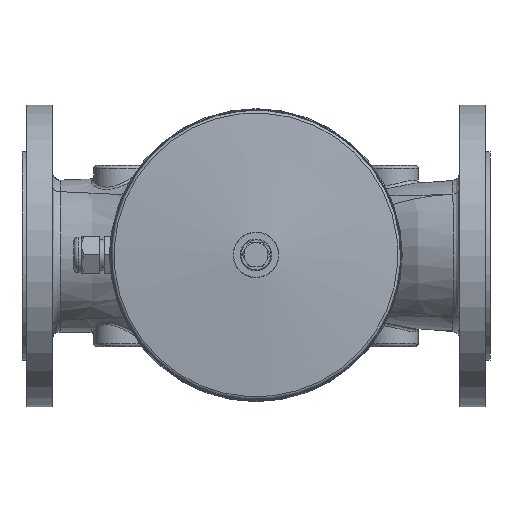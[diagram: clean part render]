
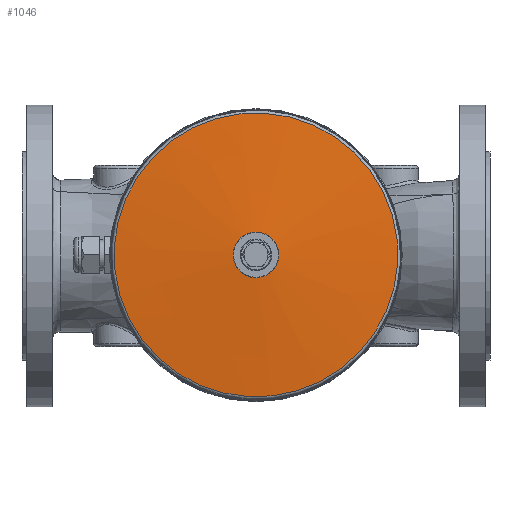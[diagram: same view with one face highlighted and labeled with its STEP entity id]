
A CAD part, top view. The second image highlights one B-rep face of the part: STEP entity #1046.
In plain terms, the highlighted conical face has half-angle 84.937 degrees and reference radius 55.344 mm.
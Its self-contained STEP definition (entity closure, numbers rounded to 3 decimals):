
#1015=CARTESIAN_POINT('',(-15.06,0.922,430.042));
#1016=VERTEX_POINT('',#1015);
#1017=CARTESIAN_POINT('',(0.,0.,430.042));
#1018=DIRECTION('',(0.,0.,1.));
#1019=DIRECTION('',(0.998,-0.061,0.));
#1020=AXIS2_PLACEMENT_3D('',#1017,#1018,#1019);
#1021=CIRCLE('',#1020,15.088);
#1022=EDGE_CURVE('',#1016,#1016,#1021,.T.);
#1027=CARTESIAN_POINT('',(0.,0.,426.476));
#1028=DIRECTION('',(0.,0.,-1.0));
#1029=DIRECTION('',(-0.998,0.061,0.));
#1030=AXIS2_PLACEMENT_3D('',#1027,#1028,#1029);
#1031=CONICAL_SURFACE('',#1030,55.344,84.937);
#1032=CARTESIAN_POINT('',(-93.813,5.741,423.052));
#1033=VERTEX_POINT('',#1032);
#1034=CARTESIAN_POINT('',(0.,0.,423.052));
#1035=DIRECTION('',(0.,0.,-1.));
#1036=DIRECTION('',(0.998,-0.061,0.));
#1037=AXIS2_PLACEMENT_3D('',#1034,#1035,#1036);
#1038=CIRCLE('',#1037,93.988);
#1039=EDGE_CURVE('',#1033,#1033,#1038,.T.);
#1040=ORIENTED_EDGE('',*,*,#1039,.F.);
#1041=EDGE_LOOP('',(#1040));
#1042=FACE_OUTER_BOUND('',#1041,.T.);
#1043=ORIENTED_EDGE('',*,*,#1022,.F.);
#1044=EDGE_LOOP('',(#1043));
#1045=FACE_BOUND('',#1044,.T.);
#1046=ADVANCED_FACE('',(#1042,#1045),#1031,.T.);
